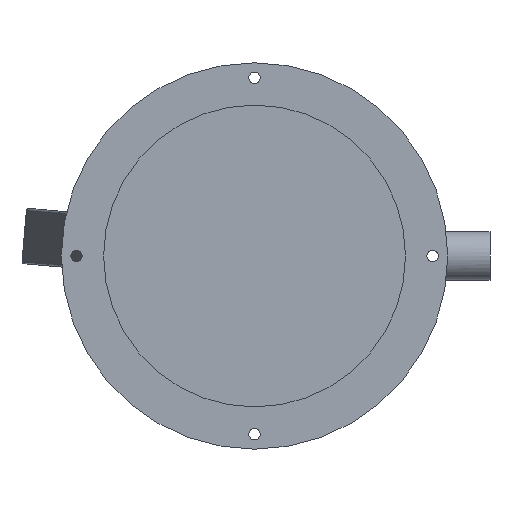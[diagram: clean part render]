
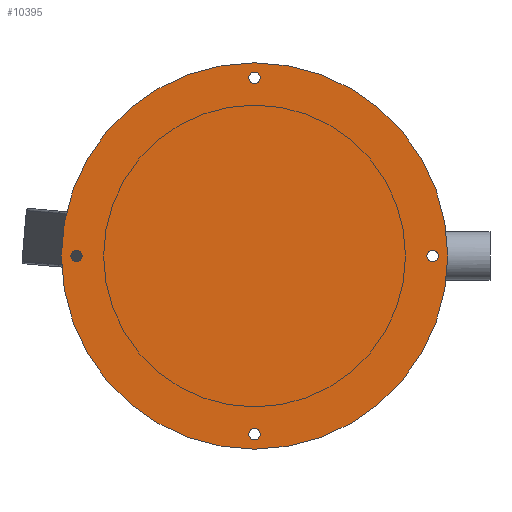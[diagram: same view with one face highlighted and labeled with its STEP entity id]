
A CAD part, front view. The second image highlights one B-rep face of the part: STEP entity #10395.
In plain terms, the highlighted planar face has unit normal (0, -1, 0).
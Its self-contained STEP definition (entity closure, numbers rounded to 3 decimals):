
#228=FACE_BOUND('',#1580,.T.);
#229=FACE_BOUND('',#1581,.T.);
#230=FACE_BOUND('',#1582,.T.);
#231=FACE_BOUND('',#1583,.T.);
#430=PLANE('',#11263);
#935=FACE_OUTER_BOUND('',#1579,.T.);
#1579=EDGE_LOOP('',(#8462,#8463));
#1580=EDGE_LOOP('',(#8464,#8465));
#1581=EDGE_LOOP('',(#8466,#8467));
#1582=EDGE_LOOP('',(#8468,#8469));
#1583=EDGE_LOOP('',(#8470,#8471));
#4155=CIRCLE('',#11234,4.75);
#4156=CIRCLE('',#11235,4.75);
#4158=CIRCLE('',#11240,4.75);
#4159=CIRCLE('',#11241,4.75);
#4161=CIRCLE('',#11244,4.75);
#4162=CIRCLE('',#11245,4.75);
#4164=CIRCLE('',#11248,4.75);
#4165=CIRCLE('',#11249,4.75);
#4170=CIRCLE('',#11261,160.);
#4171=CIRCLE('',#11262,160.);
#4844=VERTEX_POINT('',#18103);
#4845=VERTEX_POINT('',#18105);
#4857=VERTEX_POINT('',#18417);
#4858=VERTEX_POINT('',#18419);
#4860=VERTEX_POINT('',#18425);
#4861=VERTEX_POINT('',#18427);
#4863=VERTEX_POINT('',#18433);
#4864=VERTEX_POINT('',#18435);
#4871=VERTEX_POINT('',#18563);
#4872=VERTEX_POINT('',#18564);
#6100=EDGE_CURVE('',#4845,#4844,#4155,.T.);
#6101=EDGE_CURVE('',#4844,#4845,#4156,.T.);
#6116=EDGE_CURVE('',#4858,#4857,#4158,.T.);
#6117=EDGE_CURVE('',#4857,#4858,#4159,.T.);
#6120=EDGE_CURVE('',#4861,#4860,#4161,.T.);
#6121=EDGE_CURVE('',#4860,#4861,#4162,.T.);
#6124=EDGE_CURVE('',#4864,#4863,#4164,.T.);
#6125=EDGE_CURVE('',#4863,#4864,#4165,.T.);
#6136=EDGE_CURVE('',#4871,#4872,#4170,.T.);
#6137=EDGE_CURVE('',#4872,#4871,#4171,.T.);
#8462=ORIENTED_EDGE('',*,*,#6136,.T.);
#8463=ORIENTED_EDGE('',*,*,#6137,.T.);
#8464=ORIENTED_EDGE('',*,*,#6100,.T.);
#8465=ORIENTED_EDGE('',*,*,#6101,.T.);
#8466=ORIENTED_EDGE('',*,*,#6116,.T.);
#8467=ORIENTED_EDGE('',*,*,#6117,.T.);
#8468=ORIENTED_EDGE('',*,*,#6120,.T.);
#8469=ORIENTED_EDGE('',*,*,#6121,.T.);
#8470=ORIENTED_EDGE('',*,*,#6124,.T.);
#8471=ORIENTED_EDGE('',*,*,#6125,.T.);
#10395=ADVANCED_FACE('',(#935,#228,#229,#230,#231),#430,.T.);
#11234=AXIS2_PLACEMENT_3D('',#18106,#13272,#13273);
#11235=AXIS2_PLACEMENT_3D('',#18107,#13274,#13275);
#11240=AXIS2_PLACEMENT_3D('',#18420,#13287,#13288);
#11241=AXIS2_PLACEMENT_3D('',#18421,#13289,#13290);
#11244=AXIS2_PLACEMENT_3D('',#18428,#13296,#13297);
#11245=AXIS2_PLACEMENT_3D('',#18429,#13298,#13299);
#11248=AXIS2_PLACEMENT_3D('',#18436,#13305,#13306);
#11249=AXIS2_PLACEMENT_3D('',#18437,#13307,#13308);
#11261=AXIS2_PLACEMENT_3D('',#18565,#13335,#13336);
#11262=AXIS2_PLACEMENT_3D('',#18566,#13337,#13338);
#11263=AXIS2_PLACEMENT_3D('',#18568,#13340,#13341);
#13272=DIRECTION('center_axis',(0.,1.,0.));
#13273=DIRECTION('ref_axis',(1.,0.,0.));
#13274=DIRECTION('center_axis',(0.,1.,0.));
#13275=DIRECTION('ref_axis',(1.,0.,0.));
#13287=DIRECTION('center_axis',(0.,1.,0.));
#13288=DIRECTION('ref_axis',(1.,0.,0.));
#13289=DIRECTION('center_axis',(0.,1.,0.));
#13290=DIRECTION('ref_axis',(1.,0.,0.));
#13296=DIRECTION('center_axis',(0.,1.,0.));
#13297=DIRECTION('ref_axis',(1.,0.,0.));
#13298=DIRECTION('center_axis',(0.,1.,0.));
#13299=DIRECTION('ref_axis',(1.,0.,0.));
#13305=DIRECTION('center_axis',(0.,1.,0.));
#13306=DIRECTION('ref_axis',(1.,0.,0.));
#13307=DIRECTION('center_axis',(0.,1.,0.));
#13308=DIRECTION('ref_axis',(1.,0.,0.));
#13335=DIRECTION('center_axis',(0.,-1.,0.));
#13336=DIRECTION('ref_axis',(1.,0.,0.));
#13337=DIRECTION('center_axis',(0.,-1.,0.));
#13338=DIRECTION('ref_axis',(1.,0.,0.));
#13340=DIRECTION('center_axis',(0.,-1.,0.));
#13341=DIRECTION('ref_axis',(0.,0.,-1.));
#18103=CARTESIAN_POINT('',(142.75,0.,0.));
#18105=CARTESIAN_POINT('',(152.25,0.,0.));
#18106=CARTESIAN_POINT('Origin',(147.5,0.,0.));
#18107=CARTESIAN_POINT('Origin',(147.5,0.,0.));
#18417=CARTESIAN_POINT('',(-152.25,0.,0.));
#18419=CARTESIAN_POINT('',(-142.75,0.,0.));
#18420=CARTESIAN_POINT('Origin',(-147.5,0.,0.));
#18421=CARTESIAN_POINT('Origin',(-147.5,0.,0.));
#18425=CARTESIAN_POINT('',(-4.75,0.,147.5));
#18427=CARTESIAN_POINT('',(4.75,0.,147.5));
#18428=CARTESIAN_POINT('Origin',(0.,0.,147.5));
#18429=CARTESIAN_POINT('Origin',(0.,0.,147.5));
#18433=CARTESIAN_POINT('',(-4.75,0.,-147.5));
#18435=CARTESIAN_POINT('',(4.75,0.,-147.5));
#18436=CARTESIAN_POINT('Origin',(0.,0.,-147.5));
#18437=CARTESIAN_POINT('Origin',(0.,0.,-147.5));
#18563=CARTESIAN_POINT('',(160.,0.,0.));
#18564=CARTESIAN_POINT('',(-160.,0.,0.));
#18565=CARTESIAN_POINT('Origin',(0.,0.,0.));
#18566=CARTESIAN_POINT('Origin',(0.,0.,0.));
#18568=CARTESIAN_POINT('Origin',(123.,0.,0.));
